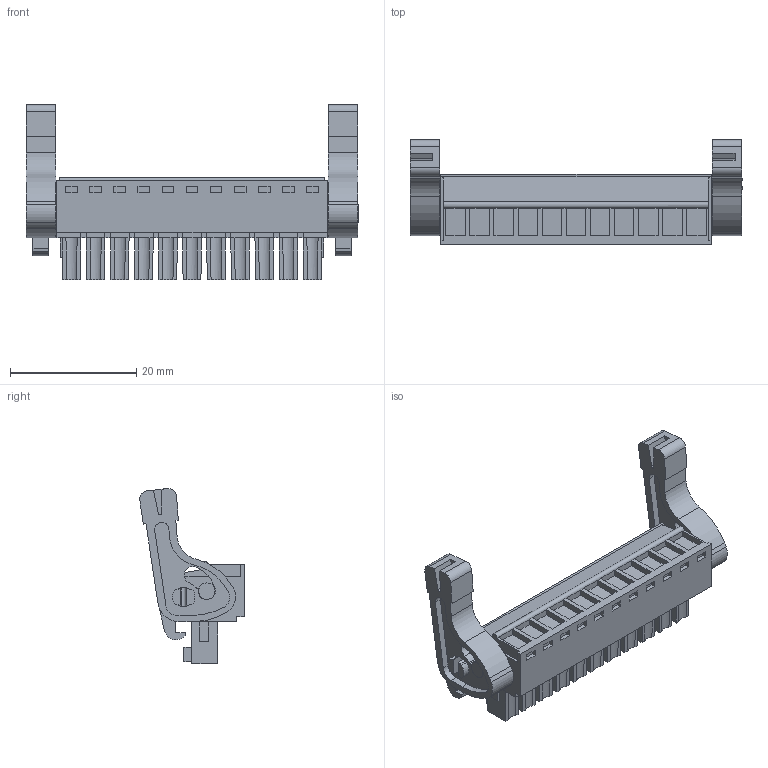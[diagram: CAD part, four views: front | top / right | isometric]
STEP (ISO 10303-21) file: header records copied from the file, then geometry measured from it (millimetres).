
FILE_DESCRIPTION(('CATIA V5 STEP','CAx-IF Rec.Pracs.--- Model Styling and Organization---1.2---2011-12-15'),'2;1');
FILE_NAME ('D1462201_0_2442350000_2442350000.stp','2017-07-31T14:44:37+00:00',('none'),('Weidmueller'),'CATIA Version 5-6 Release 2014','CATIA V5 STEP AP214','none');
FILE_SCHEMA(('AUTOMOTIVE_DESIGN { 1 0 10303 214 1 1 1 1 }'));
Length unit declared in the file: millimetre
Products named in the file (1): 2442350000
Bounding box: 52.5 x 16.55 x 27.68 mm (x, y, z)
Volume: 5509.3 mm3; surface area: 5721.3 mm2
Topology: 14 solids, 14 shells, 716 faces, 1863 edges, 1232 vertices
Faces by surface type: plane 547, cylinder 169
Entity records: 19859 total; most frequent: ORIENTED_EDGE 3718, CARTESIAN_POINT 3631, DIRECTION 2594, EDGE_CURVE 1859, VECTOR 1433, LINE 1433, VERTEX_POINT 1232, EDGE_LOOP 787
